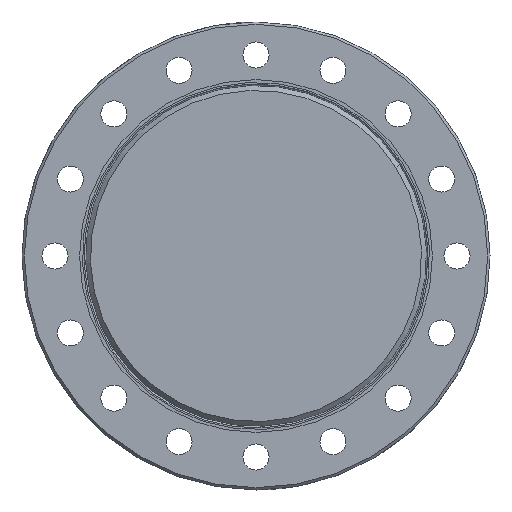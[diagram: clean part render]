
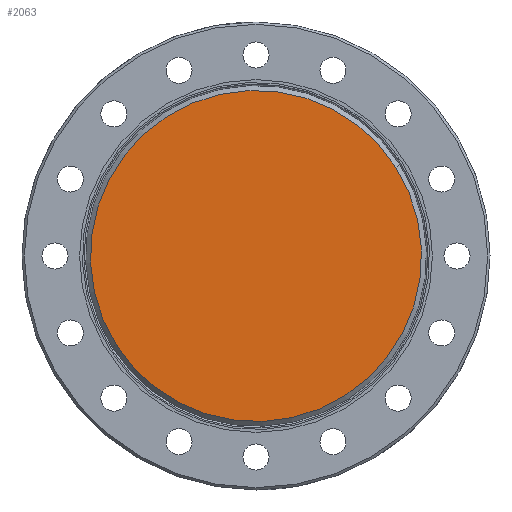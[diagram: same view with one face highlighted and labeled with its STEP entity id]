
A CAD part, front view. The second image highlights one B-rep face of the part: STEP entity #2063.
In plain terms, the highlighted face is planar.
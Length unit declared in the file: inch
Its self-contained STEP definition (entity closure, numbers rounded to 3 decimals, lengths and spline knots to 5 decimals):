
#450 = CARTESIAN_POINT ( 'NONE',  ( -2.1125, 0., 0. ) ) ;
#693 = EDGE_CURVE ( 'NONE', #2040, #1171, #1085, .T. ) ;
#809 = DIRECTION ( 'NONE',  ( 0., 0., -1. ) ) ;
#1085 = CIRCLE ( 'NONE', #3302, 2.1125 ) ;
#1157 = AXIS2_PLACEMENT_3D ( 'NONE', #1359, #4622, #3175 ) ;
#1171 = VERTEX_POINT ( 'NONE', #450 ) ;
#1222 = EDGE_LOOP ( 'NONE', ( #1261, #4664 ) ) ;
#1261 = ORIENTED_EDGE ( 'NONE', *, *, #693, .T. ) ;
#1359 = CARTESIAN_POINT ( 'NONE',  ( 0., 0., 0. ) ) ;
#1539 = FACE_OUTER_BOUND ( 'NONE', #1222, .T. ) ;
#1633 = CARTESIAN_POINT ( 'NONE',  ( 2.1125, 0., 0. ) ) ;
#1734 = DIRECTION ( 'NONE',  ( 1., 0., 0. ) ) ;
#2040 = VERTEX_POINT ( 'NONE', #1633 ) ;
#2063 = ADVANCED_FACE ( 'NONE', ( #1539 ), #3229, .F. ) ;
#3048 = DIRECTION ( 'NONE',  ( 1., 0., 0. ) ) ;
#3175 = DIRECTION ( 'NONE',  ( 1., 0., 0. ) ) ;
#3229 = PLANE ( 'NONE',  #4530 ) ;
#3302 = AXIS2_PLACEMENT_3D ( 'NONE', #4466, #809, #3048 ) ;
#3348 = EDGE_CURVE ( 'NONE', #1171, #2040, #3564, .T. ) ;
#3542 = CARTESIAN_POINT ( 'NONE',  ( 0., 0., 0. ) ) ;
#3564 = CIRCLE ( 'NONE', #1157, 2.1125 ) ;
#3582 = DIRECTION ( 'NONE',  ( 0., 0., 1. ) ) ;
#4466 = CARTESIAN_POINT ( 'NONE',  ( 0., 0., 0. ) ) ;
#4530 = AXIS2_PLACEMENT_3D ( 'NONE', #3542, #3582, #1734 ) ;
#4622 = DIRECTION ( 'NONE',  ( 0., 0., -1. ) ) ;
#4664 = ORIENTED_EDGE ( 'NONE', *, *, #3348, .T. ) ;
